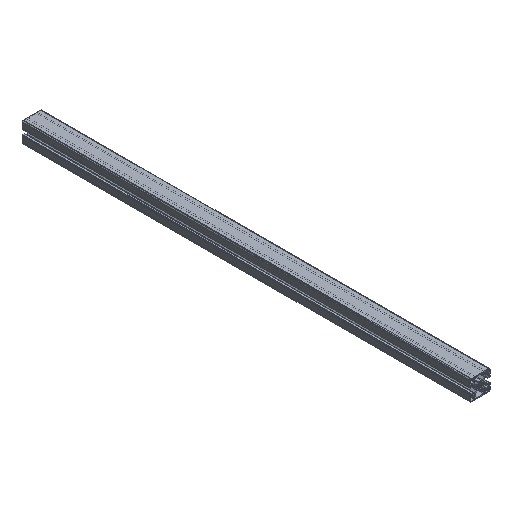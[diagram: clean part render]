
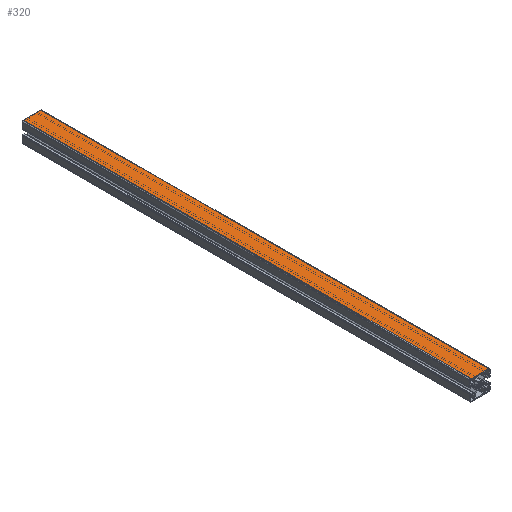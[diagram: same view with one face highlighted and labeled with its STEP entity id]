
A CAD part, isometric view. The second image highlights one B-rep face of the part: STEP entity #320.
In plain terms, the highlighted planar face has unit normal (0, 0, 1).
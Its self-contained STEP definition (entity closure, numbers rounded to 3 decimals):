
#320=ADVANCED_FACE('',(#704),#705,.F.);
#704=FACE_OUTER_BOUND('',#1122,.T.);
#705=PLANE('',#1123);
#1122=EDGE_LOOP('',(#2753,#2754,#2755,#2756));
#1123=AXIS2_PLACEMENT_3D('',#2757,#2758,#2759);
#2753=ORIENTED_EDGE('',*,*,#3487,.F.);
#2754=ORIENTED_EDGE('',*,*,#3564,.F.);
#2755=ORIENTED_EDGE('',*,*,#3160,.F.);
#2756=ORIENTED_EDGE('',*,*,#3563,.T.);
#2757=CARTESIAN_POINT('',(0.,3500.0,22.496));
#2758=DIRECTION('',(0.,0.,-1.0));
#2759=DIRECTION('',(-1.0,0.,0.));
#3160=EDGE_CURVE('',#3921,#3923,#3924,.T.);
#3487=EDGE_CURVE('',#4448,#4450,#4451,.T.);
#3563=EDGE_CURVE('',#3921,#4450,#4563,.T.);
#3564=EDGE_CURVE('',#3923,#4448,#4564,.T.);
#3921=VERTEX_POINT('',#4988);
#3923=VERTEX_POINT('',#4990);
#3924=LINE('',#4991,#4992);
#4448=VERTEX_POINT('',#5726);
#4450=VERTEX_POINT('',#5728);
#4451=LINE('',#5729,#5730);
#4563=LINE('',#5896,#5897);
#4564=LINE('',#5898,#5899);
#4988=CARTESIAN_POINT('',(-19.5,1000.0,22.496));
#4990=CARTESIAN_POINT('',(19.5,1000.0,22.496));
#4991=CARTESIAN_POINT('',(0.,1000.0,22.496));
#4992=VECTOR('',#6318,1.0);
#5726=CARTESIAN_POINT('',(19.5,0.0,22.496));
#5728=CARTESIAN_POINT('',(-19.5,0.0,22.496));
#5729=CARTESIAN_POINT('',(0.,0.0,22.496));
#5730=VECTOR('',#6877,1.0);
#5896=CARTESIAN_POINT('',(-19.5,3500.0,22.496));
#5897=VECTOR('',#6995,1.0);
#5898=CARTESIAN_POINT('',(19.5,3500.0,22.496));
#5899=VECTOR('',#6996,1.0);
#6318=DIRECTION('',(1.0,0.,0.));
#6877=DIRECTION('',(-1.0,0.,0.));
#6995=DIRECTION('',(0.,-1.0,0.0));
#6996=DIRECTION('',(0.,-1.0,0.0));
